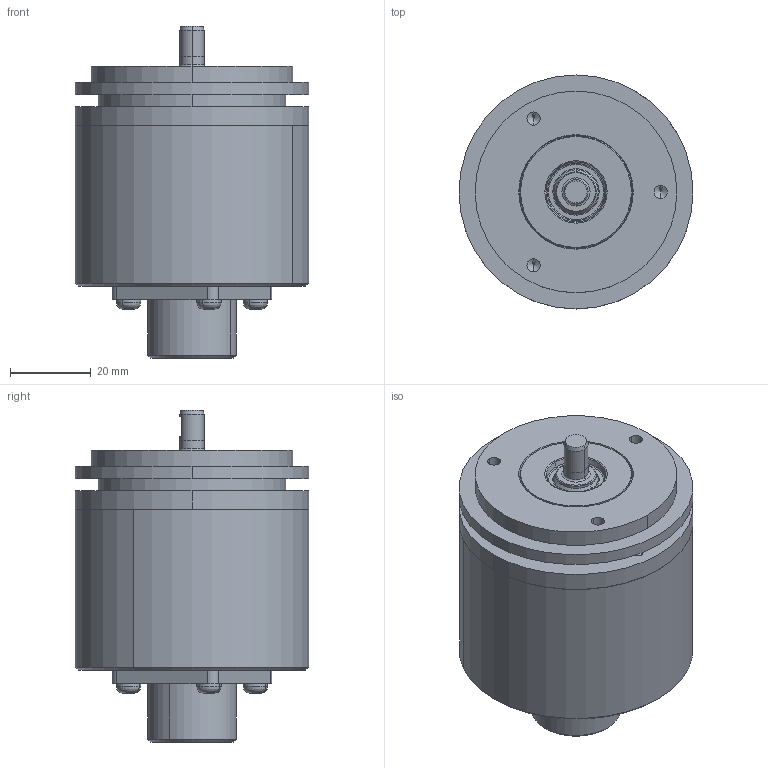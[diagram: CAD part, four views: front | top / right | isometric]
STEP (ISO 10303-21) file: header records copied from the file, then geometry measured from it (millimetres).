
FILE_DESCRIPTION((''),'2;1');
FILE_NAME('745768','2010-11-10T',('se2802'),(''),'PRO/ENGINEER BY PARAMETRIC TECHNOLOGY CORPORATION, 2010180','PRO/ENGINEER BY PARAMETRIC TECHNOLOGY CORPORATION, 2010180','');
FILE_SCHEMA(('CONFIG_CONTROL_DESIGN'));
Length unit declared in the file: millimetre
Products named in the file (1): 745768
Bounding box: 58 x 58 x 82.3 mm (x, y, z)
Volume: 141376.5 mm3; surface area: 22224.3 mm2
Topology: 1 solids, 2 shells, 1064 faces, 2859 edges, 1885 vertices
Faces by surface type: plane 444, extrusion 324, cylinder 230, cone 28, torus 24, bspline 8, sphere 6
Entity records: 37762 total; most frequent: CARTESIAN_POINT 12083, ORIENTED_EDGE 5706, DIRECTION 4477, EDGE_CURVE 2853, VERTEX_POINT 1885, VECTOR 1717, LINE 1393, AXIS2_PLACEMENT_3D 1380
